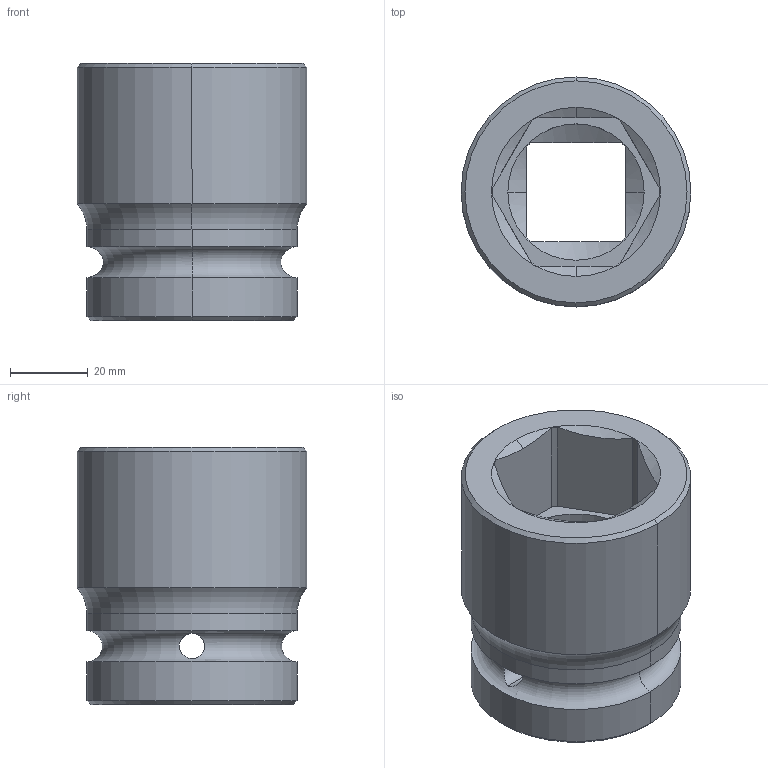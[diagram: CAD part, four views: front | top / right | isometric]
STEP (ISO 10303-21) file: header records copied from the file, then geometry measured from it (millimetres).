
FILE_DESCRIPTION((''),'2;1');
FILE_NAME('4027160091','2023-08-22T10:31:13',('A00565553'),(''),'CREO PARAMETRIC BY PTC INC, 2022414','CREO PARAMETRIC BY PTC INC, 2022414','');
FILE_SCHEMA(('CONFIG_CONTROL_DESIGN','GEOMETRIC_VALIDATION_PROPERTIES_MIM'));
Length unit declared in the file: millimetre
Products named in the file (1): 4027160091
Bounding box: 59 x 59 x 66 mm (x, y, z)
Volume: 100749.8 mm3; surface area: 23420.3 mm2
Topology: 1 solids, 1 shells, 55 faces, 134 edges, 82 vertices
Faces by surface type: cylinder 22, plane 17, cone 12, torus 4
Entity records: 2333 total; most frequent: CARTESIAN_POINT 513, DIRECTION 272, ORIENTED_EDGE 268, PRESENTATION_STYLE_ASSIGNMENT 135, STYLED_ITEM 135, CURVE_STYLE 134, EDGE_CURVE 134, AXIS2_PLACEMENT_3D 109
